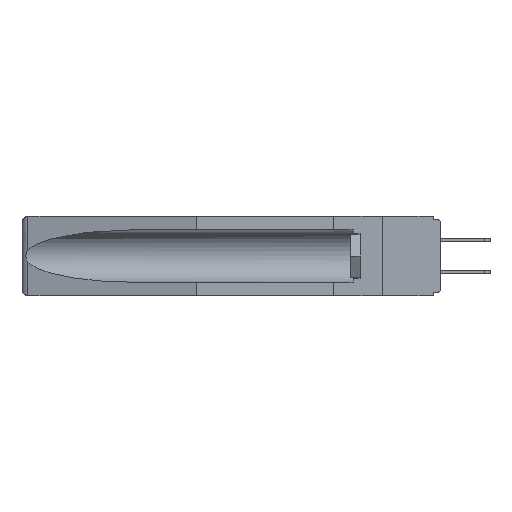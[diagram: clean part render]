
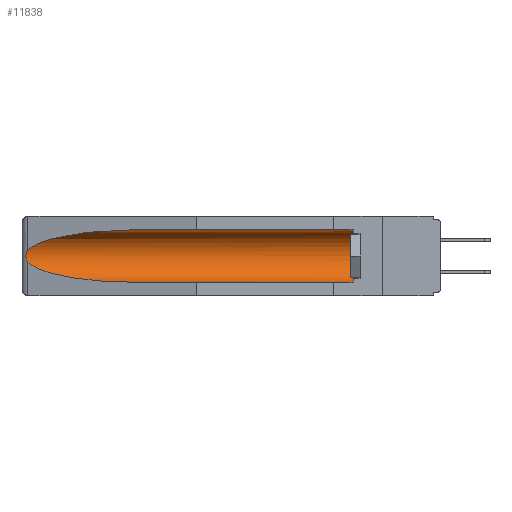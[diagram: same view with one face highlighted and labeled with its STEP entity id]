
A CAD part, left-side view. The second image highlights one B-rep face of the part: STEP entity #11838.
In plain terms, the highlighted cylindrical face has radius 2.857 mm (diameter 5.715 mm), a partial arc.
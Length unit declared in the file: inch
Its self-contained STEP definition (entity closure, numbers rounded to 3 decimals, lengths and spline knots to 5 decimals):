
#119 = ORIENTED_EDGE ( 'NONE', *, *, #12953, .T. ) ;
#302 = AXIS2_PLACEMENT_3D ( 'NONE', #10062, #1717, #4580 ) ;
#992 = CARTESIAN_POINT ( 'NONE',  ( 0.2675, 1.53308, -0.16763 ) ) ;
#1059 = CARTESIAN_POINT ( 'NONE',  ( 0.21114, 1.30732, -0.284 ) ) ;
#1338 = CARTESIAN_POINT ( 'NONE',  ( 0.155, 0.126, -0.284 ) ) ;
#1427 = CARTESIAN_POINT ( 'NONE',  ( 0.155, 0.126, -0.1715 ) ) ;
#1580 = VERTEX_POINT ( 'NONE', #10911 ) ;
#1717 = DIRECTION ( 'NONE',  ( 0., 1., 0. ) ) ;
#1726 = VERTEX_POINT ( 'NONE', #17041 ) ;
#2204 = CARTESIAN_POINT ( 'NONE',  ( 0.21114, 1.30732, -0.059 ) ) ;
#2436 = CARTESIAN_POINT ( 'NONE',  ( 0.155, 1.07973, -0.284 ) ) ;
#2727 = VECTOR ( 'NONE', #5868, 39.37008 ) ;
#3105 = EDGE_CURVE ( 'NONE', #14712, #14149, #9628, .T. ) ;
#3623 = CARTESIAN_POINT ( 'NONE',  ( 0.26537, 1.52718, -0.14972 ) ) ;
#3906 = CARTESIAN_POINT ( 'NONE',  ( 0.2673, 1.53269, -0.17917 ) ) ;
#3984 = ORIENTED_EDGE ( 'NONE', *, *, #12106, .T. ) ;
#4266 = VERTEX_POINT ( 'NONE', #16726 ) ;
#4304 = ORIENTED_EDGE ( 'NONE', *, *, #14252, .T. ) ;
#4580 = DIRECTION ( 'NONE',  ( 0., 0., 1. ) ) ;
#4988 = VECTOR ( 'NONE', #12468, 39.37008 ) ;
#5449 = CARTESIAN_POINT ( 'NONE',  ( 0.25451, 1.48313, -0.24835 ) ) ;
#5868 = DIRECTION ( 'NONE',  ( 0., 1., 0. ) ) ;
#6296 = ORIENTED_EDGE ( 'NONE', *, *, #16378, .F. ) ;
#6577 = CARTESIAN_POINT ( 'NONE',  ( 0.155, 1.07973, -0.284 ) ) ;
#6882 = LINE ( 'NONE', #11624, #2727 ) ;
#7615 = VERTEX_POINT ( 'NONE', #6577 ) ;
#7864 = CARTESIAN_POINT ( 'NONE',  ( 0.26597, 1.52961, -0.15275 ) ) ;
#8045 = CARTESIAN_POINT ( 'NONE',  ( 0.155, 0.126, -0.059 ) ) ;
#8711 = CARTESIAN_POINT ( 'NONE',  ( 0.155, 1.07973, -0.059 ) ) ;
#9378 = ORIENTED_EDGE ( 'NONE', *, *, #3105, .T. ) ;
#9432 = ORIENTED_EDGE ( 'NONE', *, *, #17717, .T. ) ;
#9628 = CIRCLE ( 'NONE', #15503, 0.1125 ) ;
#10062 = CARTESIAN_POINT ( 'NONE',  ( 0.155, -0.30754, -0.1715 ) ) ;
#10694 =( BOUNDED_CURVE ( )  B_SPLINE_CURVE ( 3, ( #8711, #2204, #14713, #3623 ),
 .UNSPECIFIED., .F., .F. ) 
 B_SPLINE_CURVE_WITH_KNOTS ( ( 4, 4 ),
 ( 4.71239, 6.08839 ),
 .UNSPECIFIED. ) 
 CURVE ( )  GEOMETRIC_REPRESENTATION_ITEM ( )  RATIONAL_B_SPLINE_CURVE ( ( 1., 0.848, 0.848, 1. ) ) 
 REPRESENTATION_ITEM ( '' )  );
#10746 = CARTESIAN_POINT ( 'NONE',  ( 0.2675, 1.53308, -0.17534 ) ) ;
#10911 = CARTESIAN_POINT ( 'NONE',  ( 0.26537, 1.52718, -0.19328 ) ) ;
#11057 = CARTESIAN_POINT ( 'NONE',  ( 0.155, -0.30754, -0.059 ) ) ;
#11387 = DIRECTION ( 'NONE',  ( 0., 0., 1. ) ) ;
#11624 = CARTESIAN_POINT ( 'NONE',  ( 0.155, -0.30754, -0.284 ) ) ;
#11838 = ADVANCED_FACE ( 'NONE', ( #17650 ), #13116, .F. ) ;
#12106 = EDGE_CURVE ( 'NONE', #4266, #1580, #13982, .T. ) ;
#12158 = CARTESIAN_POINT ( 'NONE',  ( 0.26597, 1.5296, -0.19026 ) ) ;
#12468 = DIRECTION ( 'NONE',  ( 0., 1., 0. ) ) ;
#12712 = EDGE_LOOP ( 'NONE', ( #119, #3984, #9432, #6296, #9378, #4304 ) ) ;
#12953 = EDGE_CURVE ( 'NONE', #1726, #4266, #10694, .T. ) ;
#13116 = CYLINDRICAL_SURFACE ( 'NONE', #302, 0.1125 ) ;
#13698 = CARTESIAN_POINT ( 'NONE',  ( 0.26537, 1.52718, -0.14972 ) ) ;
#13982 = B_SPLINE_CURVE_WITH_KNOTS ( 'NONE', 3,
 ( #13698, #7864, #17625, #16394, #992, #10746, #3906, #14976, #12158, #16461 ),
 .UNSPECIFIED., .F., .F.,
 ( 4, 2, 2, 2, 4 ),
 ( 0., 0.00029, 0.00058, 0.00087, 0.00117 ),
 .UNSPECIFIED. ) ;
#14149 = VERTEX_POINT ( 'NONE', #8045 ) ;
#14252 = EDGE_CURVE ( 'NONE', #14149, #1726, #16349, .T. ) ;
#14545 =( BOUNDED_CURVE ( )  B_SPLINE_CURVE ( 3, ( #15127, #5449, #1059, #2436 ),
 .UNSPECIFIED., .F., .F. ) 
 B_SPLINE_CURVE_WITH_KNOTS ( ( 4, 4 ),
 ( 0.1948, 1.5708 ),
 .UNSPECIFIED. ) 
 CURVE ( )  GEOMETRIC_REPRESENTATION_ITEM ( )  RATIONAL_B_SPLINE_CURVE ( ( 1., 0.848, 0.848, 1. ) ) 
 REPRESENTATION_ITEM ( '' )  );
#14712 = VERTEX_POINT ( 'NONE', #1338 ) ;
#14713 = CARTESIAN_POINT ( 'NONE',  ( 0.25451, 1.48313, -0.09465 ) ) ;
#14976 = CARTESIAN_POINT ( 'NONE',  ( 0.26655, 1.53094, -0.18657 ) ) ;
#15127 = CARTESIAN_POINT ( 'NONE',  ( 0.26537, 1.52718, -0.19328 ) ) ;
#15503 = AXIS2_PLACEMENT_3D ( 'NONE', #1427, #15534, #11387 ) ;
#15534 = DIRECTION ( 'NONE',  ( 0., -1., 0. ) ) ;
#16349 = LINE ( 'NONE', #11057, #4988 ) ;
#16378 = EDGE_CURVE ( 'NONE', #14712, #7615, #6882, .T. ) ;
#16394 = CARTESIAN_POINT ( 'NONE',  ( 0.2673, 1.5327, -0.16383 ) ) ;
#16461 = CARTESIAN_POINT ( 'NONE',  ( 0.26537, 1.52718, -0.19328 ) ) ;
#16726 = CARTESIAN_POINT ( 'NONE',  ( 0.26537, 1.52718, -0.14972 ) ) ;
#17041 = CARTESIAN_POINT ( 'NONE',  ( 0.155, 1.07973, -0.059 ) ) ;
#17625 = CARTESIAN_POINT ( 'NONE',  ( 0.26654, 1.53092, -0.15636 ) ) ;
#17650 = FACE_OUTER_BOUND ( 'NONE', #12712, .T. ) ;
#17717 = EDGE_CURVE ( 'NONE', #1580, #7615, #14545, .T. ) ;
